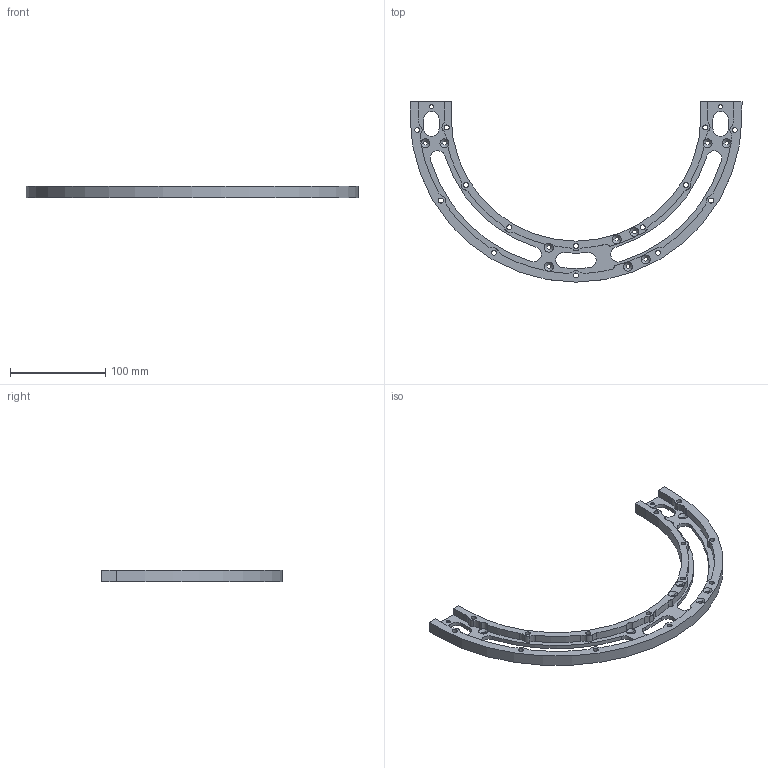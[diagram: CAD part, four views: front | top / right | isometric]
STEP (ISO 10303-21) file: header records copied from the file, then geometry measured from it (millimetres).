
FILE_DESCRIPTION (( 'STEP AP214' ), '1' );
FILE_NAME ('PAN3.2-USI-016-A-Crem sym.STEP', '2022-08-04T09:57:56', ( '' ), ( '' ), 'SwSTEP 2.0', 'SolidWorks 2021', '' );
FILE_SCHEMA (( 'AUTOMOTIVE_DESIGN' ));
Length unit declared in the file: millimetre
Products named in the file (1): PAN3.2-USI-016-A-Crem sym
Bounding box: 348 x 189 x 12 mm (x, y, z)
Volume: 126404.1 mm3; surface area: 58389.7 mm2
Topology: 1 solids, 1 shells, 197 faces, 565 edges, 364 vertices
Faces by surface type: cylinder 155, cone 24, plane 18
Entity records: 7059 total; most frequent: DIRECTION 1299, ORIENTED_EDGE 1130, CARTESIAN_POINT 1127, EDGE_CURVE 565, AXIS2_PLACEMENT_3D 536, VERTEX_POINT 364, CIRCLE 338, EDGE_LOOP 253
